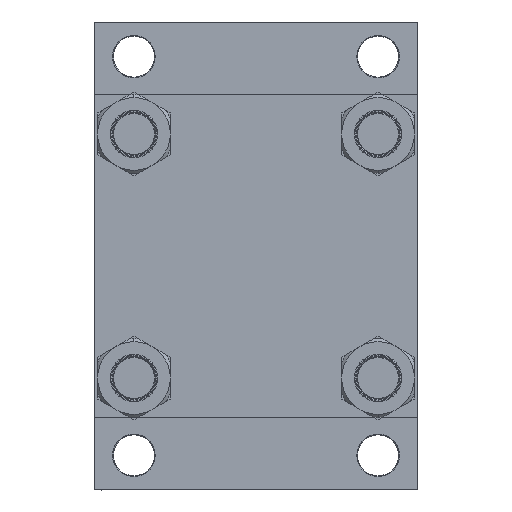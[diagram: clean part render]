
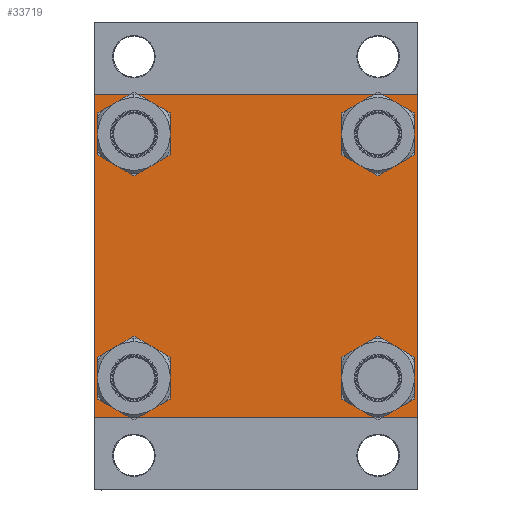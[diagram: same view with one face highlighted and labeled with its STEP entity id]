
A CAD part, left-side view. The second image highlights one B-rep face of the part: STEP entity #33719.
In plain terms, the highlighted planar face has unit normal (-1, 0, 0).
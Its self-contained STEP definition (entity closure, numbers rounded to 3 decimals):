
#62 = VECTOR ( 'NONE', #8000, 1000. ) ;
#705 = EDGE_LOOP ( 'NONE', ( #6941, #24750, #3695, #17064, #23075, #44262, #20733, #7055 ) ) ;
#1664 = EDGE_CURVE ( 'NONE', #21899, #8824, #11390, .T. ) ;
#1900 = CARTESIAN_POINT ( 'NONE',  ( 0., -102.25, -102.25 ) ) ;
#1984 = CARTESIAN_POINT ( 'NONE',  ( 0., 102.5, -102. ) ) ;
#2779 = CARTESIAN_POINT ( 'NONE',  ( 0., -102.5, 102. ) ) ;
#2850 = CARTESIAN_POINT ( 'NONE',  ( 0., 102.5, 102.5 ) ) ;
#3417 = ORIENTED_EDGE ( 'NONE', *, *, #44630, .T. ) ;
#3425 = CARTESIAN_POINT ( 'NONE',  ( 0., -77.45, 91.45 ) ) ;
#3695 = ORIENTED_EDGE ( 'NONE', *, *, #1664, .T. ) ;
#3968 = CIRCLE ( 'NONE', #4729, 14. ) ;
#4270 = CARTESIAN_POINT ( 'NONE',  ( 0., 77.45, 91.45 ) ) ;
#4729 = AXIS2_PLACEMENT_3D ( 'NONE', #31615, #13650, #20686 ) ;
#4896 = DIRECTION ( 'NONE',  ( 0., 0., 1. ) ) ;
#5075 = DIRECTION ( 'NONE',  ( 0., 0., 1. ) ) ;
#5203 = AXIS2_PLACEMENT_3D ( 'NONE', #29764, #33882, #37745 ) ;
#5383 = VERTEX_POINT ( 'NONE', #45963 ) ;
#5645 = EDGE_CURVE ( 'NONE', #16622, #12897, #42026, .T. ) ;
#5855 = CARTESIAN_POINT ( 'NONE',  ( 0., -102.5, 102.5 ) ) ;
#5878 = EDGE_CURVE ( 'NONE', #29860, #8588, #8710, .T. ) ;
#6083 = CARTESIAN_POINT ( 'NONE',  ( 0., -77.45, -63.45 ) ) ;
#6372 = EDGE_CURVE ( 'NONE', #24180, #22311, #29608, .T. ) ;
#6684 = DIRECTION ( 'NONE',  ( 0., -0.707, -0.707 ) ) ;
#6941 = ORIENTED_EDGE ( 'NONE', *, *, #22292, .T. ) ;
#6975 = DIRECTION ( 'NONE',  ( 0., 0., -1. ) ) ;
#6988 = CARTESIAN_POINT ( 'NONE',  ( 0., 102.5, 102.5 ) ) ;
#7055 = ORIENTED_EDGE ( 'NONE', *, *, #10289, .T. ) ;
#7513 = EDGE_CURVE ( 'NONE', #9784, #8164, #8670, .T. ) ;
#7949 = EDGE_LOOP ( 'NONE', ( #32392, #28844 ) ) ;
#8000 = DIRECTION ( 'NONE',  ( 0., -1., 0. ) ) ;
#8164 = VERTEX_POINT ( 'NONE', #29695 ) ;
#8284 = ORIENTED_EDGE ( 'NONE', *, *, #5878, .T. ) ;
#8373 = AXIS2_PLACEMENT_3D ( 'NONE', #21869, #33014, #40773 ) ;
#8498 = CARTESIAN_POINT ( 'NONE',  ( 0., 77.45, 77.45 ) ) ;
#8588 = VERTEX_POINT ( 'NONE', #6083 ) ;
#8600 = AXIS2_PLACEMENT_3D ( 'NONE', #41015, #22583, #37367 ) ;
#8670 = CIRCLE ( 'NONE', #10979, 14. ) ;
#8710 = CIRCLE ( 'NONE', #8600, 14. ) ;
#8824 = VERTEX_POINT ( 'NONE', #43773 ) ;
#9497 = LINE ( 'NONE', #5855, #28368 ) ;
#9784 = VERTEX_POINT ( 'NONE', #3425 ) ;
#10130 = VECTOR ( 'NONE', #37275, 1000. ) ;
#10252 = ORIENTED_EDGE ( 'NONE', *, *, #34616, .T. ) ;
#10289 = EDGE_CURVE ( 'NONE', #21938, #5383, #13203, .T. ) ;
#10979 = AXIS2_PLACEMENT_3D ( 'NONE', #33692, #11383, #5075 ) ;
#10994 = CARTESIAN_POINT ( 'NONE',  ( 0., -77.45, -91.45 ) ) ;
#11088 = AXIS2_PLACEMENT_3D ( 'NONE', #45181, #30390, #44710 ) ;
#11383 = DIRECTION ( 'NONE',  ( 1., 0., 0. ) ) ;
#11390 = LINE ( 'NONE', #30775, #62 ) ;
#11444 = VERTEX_POINT ( 'NONE', #4270 ) ;
#11511 = VECTOR ( 'NONE', #6975, 1000. ) ;
#11725 = FACE_BOUND ( 'NONE', #43603, .T. ) ;
#12791 = VECTOR ( 'NONE', #43515, 1000. ) ;
#12897 = VERTEX_POINT ( 'NONE', #24382 ) ;
#13203 = LINE ( 'NONE', #42557, #12791 ) ;
#13503 = CARTESIAN_POINT ( 'NONE',  ( 0., 77.45, -77.45 ) ) ;
#13650 = DIRECTION ( 'NONE',  ( 1., 0., 0. ) ) ;
#14078 = EDGE_CURVE ( 'NONE', #16622, #36537, #9497, .T. ) ;
#14875 = PLANE ( 'NONE',  #11088 ) ;
#16542 = AXIS2_PLACEMENT_3D ( 'NONE', #23316, #38102, #4896 ) ;
#16622 = VERTEX_POINT ( 'NONE', #2779 ) ;
#16731 = ORIENTED_EDGE ( 'NONE', *, *, #46475, .T. ) ;
#16877 = CIRCLE ( 'NONE', #8373, 14. ) ;
#17064 = ORIENTED_EDGE ( 'NONE', *, *, #26546, .T. ) ;
#17962 = VECTOR ( 'NONE', #35686, 1000. ) ;
#18192 = EDGE_LOOP ( 'NONE', ( #16731, #47991 ) ) ;
#18504 = FACE_BOUND ( 'NONE', #18192, .T. ) ;
#18596 = VECTOR ( 'NONE', #43599, 1000. ) ;
#20112 = EDGE_CURVE ( 'NONE', #35794, #11444, #41771, .T. ) ;
#20169 = DIRECTION ( 'NONE',  ( 0., 0., -1. ) ) ;
#20686 = DIRECTION ( 'NONE',  ( 0., 0., 1. ) ) ;
#20733 = ORIENTED_EDGE ( 'NONE', *, *, #27298, .F. ) ;
#21036 = DIRECTION ( 'NONE',  ( 1., 0., 0. ) ) ;
#21869 = CARTESIAN_POINT ( 'NONE',  ( 0., 77.45, 77.45 ) ) ;
#21899 = VERTEX_POINT ( 'NONE', #22160 ) ;
#21938 = VERTEX_POINT ( 'NONE', #45675 ) ;
#22160 = CARTESIAN_POINT ( 'NONE',  ( 0., 102., -102.5 ) ) ;
#22292 = EDGE_CURVE ( 'NONE', #5383, #30177, #36074, .T. ) ;
#22311 = VERTEX_POINT ( 'NONE', #29748 ) ;
#22583 = DIRECTION ( 'NONE',  ( 1., 0., 0. ) ) ;
#23075 = ORIENTED_EDGE ( 'NONE', *, *, #14078, .F. ) ;
#23286 = DIRECTION ( 'NONE',  ( 0., 0., 1. ) ) ;
#23316 = CARTESIAN_POINT ( 'NONE',  ( 0., -77.45, -77.45 ) ) ;
#24180 = VERTEX_POINT ( 'NONE', #27832 ) ;
#24382 = CARTESIAN_POINT ( 'NONE',  ( 0., -102., 102.5 ) ) ;
#24575 = CARTESIAN_POINT ( 'NONE',  ( 0., -102.5, -102. ) ) ;
#24750 = ORIENTED_EDGE ( 'NONE', *, *, #27703, .T. ) ;
#26546 = EDGE_CURVE ( 'NONE', #8824, #36537, #35116, .T. ) ;
#26631 = CIRCLE ( 'NONE', #16542, 14. ) ;
#27298 = EDGE_CURVE ( 'NONE', #21938, #12897, #36560, .T. ) ;
#27703 = EDGE_CURVE ( 'NONE', #30177, #21899, #36498, .T. ) ;
#27832 = CARTESIAN_POINT ( 'NONE',  ( 0., 77.45, -91.45 ) ) ;
#27894 = EDGE_CURVE ( 'NONE', #8164, #9784, #3968, .T. ) ;
#28368 = VECTOR ( 'NONE', #20169, 1000. ) ;
#28844 = ORIENTED_EDGE ( 'NONE', *, *, #27894, .T. ) ;
#29458 = CARTESIAN_POINT ( 'NONE',  ( 0., 102.25, -102.25 ) ) ;
#29608 = CIRCLE ( 'NONE', #47406, 14. ) ;
#29695 = CARTESIAN_POINT ( 'NONE',  ( 0., -77.45, 63.45 ) ) ;
#29748 = CARTESIAN_POINT ( 'NONE',  ( 0., 77.45, -63.45 ) ) ;
#29764 = CARTESIAN_POINT ( 'NONE',  ( 0., 77.45, -77.45 ) ) ;
#29860 = VERTEX_POINT ( 'NONE', #10994 ) ;
#29910 = FACE_BOUND ( 'NONE', #7949, .T. ) ;
#30177 = VERTEX_POINT ( 'NONE', #1984 ) ;
#30325 = DIRECTION ( 'NONE',  ( 1., 0., 0. ) ) ;
#30390 = DIRECTION ( 'NONE',  ( -1., 0., 0. ) ) ;
#30775 = CARTESIAN_POINT ( 'NONE',  ( 0., 102.5, -102.5 ) ) ;
#31115 = CARTESIAN_POINT ( 'NONE',  ( 0., -102.25, 102.25 ) ) ;
#31615 = CARTESIAN_POINT ( 'NONE',  ( 0., -77.45, 77.45 ) ) ;
#32392 = ORIENTED_EDGE ( 'NONE', *, *, #7513, .T. ) ;
#33014 = DIRECTION ( 'NONE',  ( 1., 0., 0. ) ) ;
#33313 = FACE_OUTER_BOUND ( 'NONE', #705, .T. ) ;
#33692 = CARTESIAN_POINT ( 'NONE',  ( 0., -77.45, 77.45 ) ) ;
#33719 = ADVANCED_FACE ( 'NONE', ( #29910, #37894, #11725, #18504, #33313 ), #14875, .T. ) ;
#33882 = DIRECTION ( 'NONE',  ( 1., 0., 0. ) ) ;
#34616 = EDGE_CURVE ( 'NONE', #8588, #29860, #26631, .T. ) ;
#35116 = LINE ( 'NONE', #1900, #18596 ) ;
#35686 = DIRECTION ( 'NONE',  ( 0., 0.707, 0.707 ) ) ;
#35794 = VERTEX_POINT ( 'NONE', #40689 ) ;
#35826 = DIRECTION ( 'NONE',  ( 0., 0., 1. ) ) ;
#36074 = LINE ( 'NONE', #2850, #11511 ) ;
#36173 = CIRCLE ( 'NONE', #5203, 14. ) ;
#36498 = LINE ( 'NONE', #29458, #45787 ) ;
#36537 = VERTEX_POINT ( 'NONE', #24575 ) ;
#36560 = LINE ( 'NONE', #6988, #10130 ) ;
#37275 = DIRECTION ( 'NONE',  ( 0., -1., 0. ) ) ;
#37367 = DIRECTION ( 'NONE',  ( 0., 0., 1. ) ) ;
#37430 = ORIENTED_EDGE ( 'NONE', *, *, #6372, .T. ) ;
#37745 = DIRECTION ( 'NONE',  ( 0., 0., 1. ) ) ;
#37894 = FACE_BOUND ( 'NONE', #39888, .T. ) ;
#38102 = DIRECTION ( 'NONE',  ( 1., 0., 0. ) ) ;
#39888 = EDGE_LOOP ( 'NONE', ( #10252, #8284 ) ) ;
#40689 = CARTESIAN_POINT ( 'NONE',  ( 0., 77.45, 63.45 ) ) ;
#40773 = DIRECTION ( 'NONE',  ( 0., 0., 1. ) ) ;
#41015 = CARTESIAN_POINT ( 'NONE',  ( 0., -77.45, -77.45 ) ) ;
#41771 = CIRCLE ( 'NONE', #45650, 14. ) ;
#42026 = LINE ( 'NONE', #31115, #17962 ) ;
#42557 = CARTESIAN_POINT ( 'NONE',  ( 0., 102.25, 102.25 ) ) ;
#43515 = DIRECTION ( 'NONE',  ( 0., 0.707, -0.707 ) ) ;
#43599 = DIRECTION ( 'NONE',  ( 0., -0.707, 0.707 ) ) ;
#43603 = EDGE_LOOP ( 'NONE', ( #3417, #37430 ) ) ;
#43773 = CARTESIAN_POINT ( 'NONE',  ( 0., -102., -102.5 ) ) ;
#44262 = ORIENTED_EDGE ( 'NONE', *, *, #5645, .T. ) ;
#44630 = EDGE_CURVE ( 'NONE', #22311, #24180, #36173, .T. ) ;
#44710 = DIRECTION ( 'NONE',  ( 0., 0., 1. ) ) ;
#45181 = CARTESIAN_POINT ( 'NONE',  ( 0., 0., 0. ) ) ;
#45650 = AXIS2_PLACEMENT_3D ( 'NONE', #8498, #30325, #23286 ) ;
#45675 = CARTESIAN_POINT ( 'NONE',  ( 0., 102., 102.5 ) ) ;
#45787 = VECTOR ( 'NONE', #6684, 1000. ) ;
#45963 = CARTESIAN_POINT ( 'NONE',  ( 0., 102.5, 102. ) ) ;
#46475 = EDGE_CURVE ( 'NONE', #11444, #35794, #16877, .T. ) ;
#47406 = AXIS2_PLACEMENT_3D ( 'NONE', #13503, #21036, #35826 ) ;
#47991 = ORIENTED_EDGE ( 'NONE', *, *, #20112, .T. ) ;
